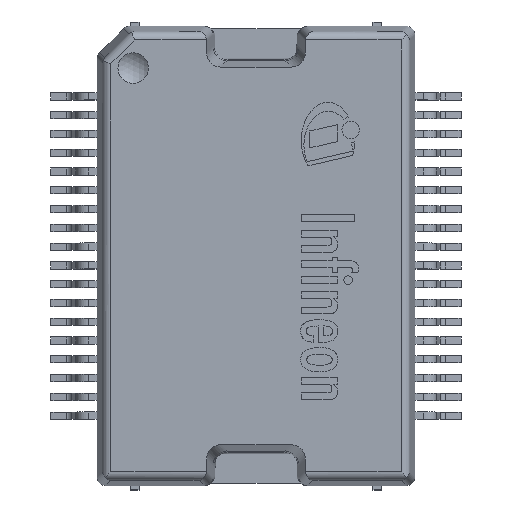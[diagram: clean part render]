
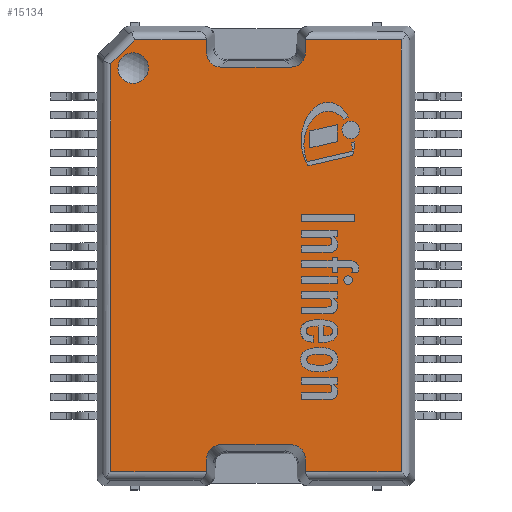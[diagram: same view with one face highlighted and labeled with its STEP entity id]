
A CAD part, top view. The second image highlights one B-rep face of the part: STEP entity #15134.
In plain terms, the highlighted planar face has unit normal (0, 0, 1).
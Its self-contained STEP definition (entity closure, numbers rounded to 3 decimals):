
#139=FACE_BOUND('',#2148,.T.);
#150=CIRCLE('',#16102,0.529);
#701=PLANE('',#16099);
#1268=FACE_OUTER_BOUND('',#2147,.T.);
#2147=EDGE_LOOP('',(#10304,#10305,#10306,#10307,#10308,#10309,#10310,#10311,
#10312,#10313,#10314,#10315,#10316,#10317,#10318,#10319,#10320,#10321,#10322,
#10323,#10324));
#2148=EDGE_LOOP('',(#10325));
#3026=LINE('',#22294,#4670);
#3032=LINE('',#22315,#4676);
#3039=LINE('',#22343,#4683);
#3056=LINE('',#22396,#4700);
#3057=LINE('',#22402,#4701);
#3058=LINE('',#22404,#4702);
#3059=LINE('',#22406,#4703);
#3060=LINE('',#22409,#4704);
#3061=LINE('',#22411,#4705);
#3062=LINE('',#22415,#4706);
#3063=LINE('',#22416,#4707);
#3064=LINE('',#22417,#4708);
#3065=LINE('',#22418,#4709);
#4670=VECTOR('',#17598,1.);
#4676=VECTOR('',#17618,1.);
#4683=VECTOR('',#17645,1.);
#4700=VECTOR('',#17692,1.);
#4701=VECTOR('',#17699,1.);
#4702=VECTOR('',#17700,1.);
#4703=VECTOR('',#17701,1.);
#4704=VECTOR('',#17704,1.);
#4705=VECTOR('',#17705,1.);
#4706=VECTOR('',#17708,1.);
#4707=VECTOR('',#17709,1.);
#4708=VECTOR('',#17710,1.);
#4709=VECTOR('',#17711,1.);
#6312=ELLIPSE('',#16062,0.51,0.5);
#6315=ELLIPSE('',#16067,0.51,0.5);
#6316=ELLIPSE('',#16069,0.51,0.5);
#6319=ELLIPSE('',#16074,0.51,0.5);
#6322=ELLIPSE('',#16078,0.306,0.3);
#6334=ELLIPSE('',#16094,0.306,0.3);
#6337=ELLIPSE('',#16100,0.306,0.3);
#6338=ELLIPSE('',#16101,0.306,0.3);
#6410=VERTEX_POINT('',#22284);
#6411=VERTEX_POINT('',#22285);
#6414=VERTEX_POINT('',#22293);
#6417=VERTEX_POINT('',#22301);
#6418=VERTEX_POINT('',#22305);
#6419=VERTEX_POINT('',#22306);
#6422=VERTEX_POINT('',#22314);
#6425=VERTEX_POINT('',#22322);
#6429=VERTEX_POINT('',#22331);
#6430=VERTEX_POINT('',#22333);
#6433=VERTEX_POINT('',#22341);
#6450=VERTEX_POINT('',#22383);
#6452=VERTEX_POINT('',#22387);
#6454=VERTEX_POINT('',#22395);
#6456=VERTEX_POINT('',#22401);
#6457=VERTEX_POINT('',#22403);
#6458=VERTEX_POINT('',#22405);
#6459=VERTEX_POINT('',#22407);
#6460=VERTEX_POINT('',#22410);
#6461=VERTEX_POINT('',#22412);
#6462=VERTEX_POINT('',#22414);
#6463=VERTEX_POINT('',#22419);
#7938=EDGE_CURVE('',#6410,#6411,#6312,.T.);
#7942=EDGE_CURVE('',#6414,#6411,#3026,.T.);
#7946=EDGE_CURVE('',#6414,#6417,#6315,.T.);
#7948=EDGE_CURVE('',#6418,#6419,#6316,.T.);
#7952=EDGE_CURVE('',#6422,#6419,#3032,.T.);
#7956=EDGE_CURVE('',#6422,#6425,#6319,.T.);
#7961=EDGE_CURVE('',#6429,#6430,#6322,.T.);
#7966=EDGE_CURVE('',#6433,#6429,#3039,.T.);
#7990=EDGE_CURVE('',#6452,#6450,#6334,.T.);
#7993=EDGE_CURVE('',#6450,#6454,#3056,.T.);
#7996=EDGE_CURVE('',#6456,#6433,#3057,.T.);
#7997=EDGE_CURVE('',#6457,#6456,#3058,.T.);
#7998=EDGE_CURVE('',#6458,#6457,#3059,.T.);
#7999=EDGE_CURVE('',#6459,#6458,#6337,.T.);
#8000=EDGE_CURVE('',#6459,#6417,#3060,.T.);
#8001=EDGE_CURVE('',#6410,#6460,#3061,.T.);
#8002=EDGE_CURVE('',#6461,#6460,#6338,.T.);
#8003=EDGE_CURVE('',#6462,#6461,#3062,.T.);
#8004=EDGE_CURVE('',#6454,#6462,#3063,.T.);
#8005=EDGE_CURVE('',#6452,#6425,#3064,.T.);
#8006=EDGE_CURVE('',#6418,#6430,#3065,.T.);
#8007=EDGE_CURVE('',#6463,#6463,#150,.T.);
#10304=ORIENTED_EDGE('',*,*,#7961,.F.);
#10305=ORIENTED_EDGE('',*,*,#7966,.F.);
#10306=ORIENTED_EDGE('',*,*,#7996,.F.);
#10307=ORIENTED_EDGE('',*,*,#7997,.F.);
#10308=ORIENTED_EDGE('',*,*,#7998,.F.);
#10309=ORIENTED_EDGE('',*,*,#7999,.F.);
#10310=ORIENTED_EDGE('',*,*,#8000,.T.);
#10311=ORIENTED_EDGE('',*,*,#7946,.F.);
#10312=ORIENTED_EDGE('',*,*,#7942,.T.);
#10313=ORIENTED_EDGE('',*,*,#7938,.F.);
#10314=ORIENTED_EDGE('',*,*,#8001,.T.);
#10315=ORIENTED_EDGE('',*,*,#8002,.F.);
#10316=ORIENTED_EDGE('',*,*,#8003,.F.);
#10317=ORIENTED_EDGE('',*,*,#8004,.F.);
#10318=ORIENTED_EDGE('',*,*,#7993,.F.);
#10319=ORIENTED_EDGE('',*,*,#7990,.F.);
#10320=ORIENTED_EDGE('',*,*,#8005,.T.);
#10321=ORIENTED_EDGE('',*,*,#7956,.F.);
#10322=ORIENTED_EDGE('',*,*,#7952,.T.);
#10323=ORIENTED_EDGE('',*,*,#7948,.F.);
#10324=ORIENTED_EDGE('',*,*,#8006,.T.);
#10325=ORIENTED_EDGE('',*,*,#8007,.T.);
#15134=ADVANCED_FACE('',(#1268,#139),#701,.T.);
#16062=AXIS2_PLACEMENT_3D('',#22286,#17590,#17591);
#16067=AXIS2_PLACEMENT_3D('',#22302,#17605,#17606);
#16069=AXIS2_PLACEMENT_3D('',#22307,#17610,#17611);
#16074=AXIS2_PLACEMENT_3D('',#22323,#17625,#17626);
#16078=AXIS2_PLACEMENT_3D('',#22334,#17635,#17636);
#16094=AXIS2_PLACEMENT_3D('',#22389,#17684,#17685);
#16099=AXIS2_PLACEMENT_3D('',#22400,#17697,#17698);
#16100=AXIS2_PLACEMENT_3D('',#22408,#17702,#17703);
#16101=AXIS2_PLACEMENT_3D('',#22413,#17706,#17707);
#16102=AXIS2_PLACEMENT_3D('',#22420,#17712,#17713);
#17590=DIRECTION('center_axis',(0.,0.,1.));
#17591=DIRECTION('ref_axis',(0.707,0.707,0.));
#17598=DIRECTION('',(1.,0.,0.));
#17605=DIRECTION('center_axis',(0.,0.,1.));
#17606=DIRECTION('ref_axis',(-0.707,0.707,0.));
#17610=DIRECTION('center_axis',(0.,0.,1.));
#17611=DIRECTION('ref_axis',(-0.707,-0.707,0.));
#17618=DIRECTION('',(-1.,0.,0.));
#17625=DIRECTION('center_axis',(0.,0.,1.));
#17626=DIRECTION('ref_axis',(0.707,-0.707,0.));
#17635=DIRECTION('center_axis',(0.,0.,-1.));
#17636=DIRECTION('ref_axis',(0.707,0.707,0.));
#17645=DIRECTION('',(1.,0.,0.));
#17684=DIRECTION('center_axis',(0.,0.,-1.));
#17685=DIRECTION('ref_axis',(-0.707,0.707,0.));
#17692=DIRECTION('',(1.,0.,0.));
#17697=DIRECTION('center_axis',(0.,0.,1.));
#17698=DIRECTION('ref_axis',(0.,-1.,0.));
#17699=DIRECTION('',(0.707,0.707,0.));
#17700=DIRECTION('',(0.,1.,0.));
#17701=DIRECTION('',(-1.,0.,0.));
#17702=DIRECTION('center_axis',(0.,0.,-1.));
#17703=DIRECTION('ref_axis',(0.707,-0.707,0.));
#17704=DIRECTION('',(0.,1.,0.));
#17705=DIRECTION('',(0.,-1.,0.));
#17706=DIRECTION('center_axis',(0.,0.,-1.));
#17707=DIRECTION('ref_axis',(-0.707,-0.707,0.));
#17708=DIRECTION('',(-1.,0.,0.));
#17709=DIRECTION('',(0.,-1.,0.));
#17710=DIRECTION('',(0.,-1.,0.));
#17711=DIRECTION('',(0.,1.,0.));
#17712=DIRECTION('center_axis',(0.,0.,-1.));
#17713=DIRECTION('ref_axis',(0.,-1.,0.));
#22284=CARTESIAN_POINT('',(1.712,-7.033,3.5));
#22285=CARTESIAN_POINT('',(1.217,-6.538,3.5));
#22286=CARTESIAN_POINT('Origin',(1.207,-7.043,3.5));
#22293=CARTESIAN_POINT('',(-1.217,-6.538,3.5));
#22294=CARTESIAN_POINT('',(-0.826,-6.538,3.5));
#22301=CARTESIAN_POINT('',(-1.712,-7.033,3.5));
#22302=CARTESIAN_POINT('Origin',(-1.207,-7.043,3.5));
#22305=CARTESIAN_POINT('',(-1.712,7.033,3.5));
#22306=CARTESIAN_POINT('',(-1.217,6.538,3.5));
#22307=CARTESIAN_POINT('Origin',(-1.207,7.043,3.5));
#22314=CARTESIAN_POINT('',(1.217,6.538,3.5));
#22315=CARTESIAN_POINT('',(-0.826,6.538,3.5));
#22322=CARTESIAN_POINT('',(1.712,7.033,3.5));
#22323=CARTESIAN_POINT('Origin',(1.207,7.043,3.5));
#22331=CARTESIAN_POINT('',(-1.714,7.475,3.5));
#22333=CARTESIAN_POINT('',(-1.712,7.439,3.5));
#22334=CARTESIAN_POINT('Origin',(-2.015,7.433,3.5));
#22341=CARTESIAN_POINT('',(-4.198,7.475,3.5));
#22343=CARTESIAN_POINT('',(-3.17,7.475,3.5));
#22383=CARTESIAN_POINT('',(1.714,7.475,3.5));
#22387=CARTESIAN_POINT('',(1.712,7.439,3.5));
#22389=CARTESIAN_POINT('Origin',(2.015,7.433,3.5));
#22395=CARTESIAN_POINT('',(5.025,7.475,3.5));
#22396=CARTESIAN_POINT('',(-3.17,7.475,3.5));
#22400=CARTESIAN_POINT('Origin',(0.06,-0.084,
3.5));
#22401=CARTESIAN_POINT('',(-5.025,6.648,3.5));
#22402=CARTESIAN_POINT('',(-5.23,6.443,3.5));
#22403=CARTESIAN_POINT('',(-5.025,-7.475,3.5));
#22404=CARTESIAN_POINT('',(-5.025,-4.267,3.5));
#22405=CARTESIAN_POINT('',(-1.714,-7.475,3.5));
#22406=CARTESIAN_POINT('',(-3.17,-7.475,3.5));
#22407=CARTESIAN_POINT('',(-1.712,-7.439,3.5));
#22408=CARTESIAN_POINT('Origin',(-2.015,-7.433,3.5));
#22409=CARTESIAN_POINT('',(-1.712,-4.017,3.5));
#22410=CARTESIAN_POINT('',(1.712,-7.439,3.5));
#22411=CARTESIAN_POINT('',(1.712,-4.017,3.5));
#22412=CARTESIAN_POINT('',(1.714,-7.475,3.5));
#22413=CARTESIAN_POINT('Origin',(2.015,-7.433,3.5));
#22414=CARTESIAN_POINT('',(5.025,-7.475,3.5));
#22415=CARTESIAN_POINT('',(-3.17,-7.475,3.5));
#22416=CARTESIAN_POINT('',(5.025,-4.267,3.5));
#22417=CARTESIAN_POINT('',(1.712,3.933,3.5));
#22418=CARTESIAN_POINT('',(-1.712,3.933,3.5));
#22419=CARTESIAN_POINT('',(-4.25,7.029,3.5));
#22420=CARTESIAN_POINT('Origin',(-4.25,6.5,3.5));
